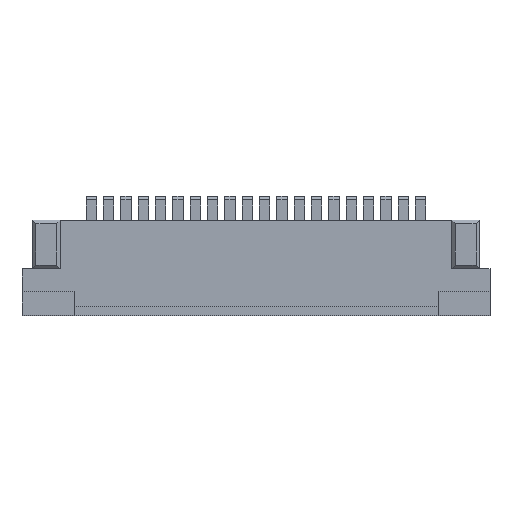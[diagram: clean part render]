
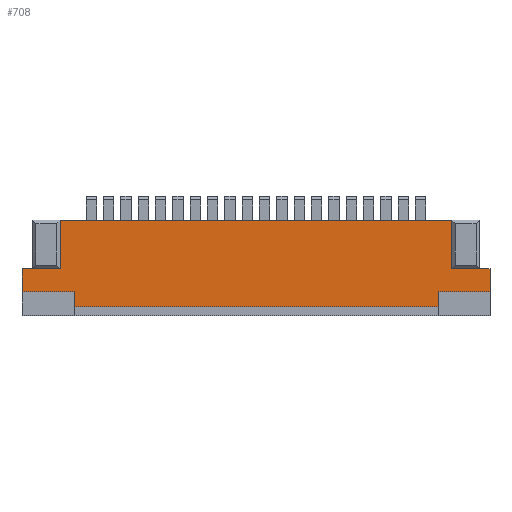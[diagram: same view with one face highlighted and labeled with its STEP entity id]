
A CAD part, top view. The second image highlights one B-rep face of the part: STEP entity #708.
In plain terms, the highlighted planar face has unit normal (0, 0, 1).
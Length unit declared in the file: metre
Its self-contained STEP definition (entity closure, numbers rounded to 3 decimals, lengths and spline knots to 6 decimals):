
#708 = ADVANCED_FACE( '', ( #1403 ), #1404, .T. );
#1403 = FACE_OUTER_BOUND( '', #2130, .T. );
#1404 = PLANE( '', #2131 );
#2130 = EDGE_LOOP( '', ( #3717, #3718, #3719, #3720, #3721, #3722, #3723, #3724, #3725, #3726, #3727, #3728 ) );
#2131 = AXIS2_PLACEMENT_3D( '', #3729, #3730, #3731 );
#3717 = ORIENTED_EDGE( '', *, *, #4241, .T. );
#3718 = ORIENTED_EDGE( '', *, *, #4255, .T. );
#3719 = ORIENTED_EDGE( '', *, *, #4364, .F. );
#3720 = ORIENTED_EDGE( '', *, *, #4281, .T. );
#3721 = ORIENTED_EDGE( '', *, *, #3975, .F. );
#3722 = ORIENTED_EDGE( '', *, *, #3920, .F. );
#3723 = ORIENTED_EDGE( '', *, *, #4464, .F. );
#3724 = ORIENTED_EDGE( '', *, *, #4427, .F. );
#3725 = ORIENTED_EDGE( '', *, *, #4434, .T. );
#3726 = ORIENTED_EDGE( '', *, *, #4492, .T. );
#3727 = ORIENTED_EDGE( '', *, *, #4354, .T. );
#3728 = ORIENTED_EDGE( '', *, *, #4335, .F. );
#3729 = CARTESIAN_POINT( '', ( 0., 0.000685, 0.0026 ) );
#3730 = DIRECTION( '', ( 0., 0., 1. ) );
#3731 = DIRECTION( '', ( 1., 0., 0. ) );
#3920 = EDGE_CURVE( '', #4602, #4604, #4605, .T. );
#3975 = EDGE_CURVE( '', #4604, #4700, #4701, .T. );
#4241 = EDGE_CURVE( '', #5124, #5122, #5125, .T. );
#4255 = EDGE_CURVE( '', #5122, #5140, #5142, .T. );
#4281 = EDGE_CURVE( '', #5175, #4700, #5176, .T. );
#4335 = EDGE_CURVE( '', #5124, #5244, #5245, .T. );
#4354 = EDGE_CURVE( '', #5268, #5244, #5269, .T. );
#4364 = EDGE_CURVE( '', #5175, #5140, #5279, .T. );
#4427 = EDGE_CURVE( '', #5353, #5355, #5356, .T. );
#4434 = EDGE_CURVE( '', #5353, #5363, #5365, .T. );
#4464 = EDGE_CURVE( '', #5355, #4602, #5398, .T. );
#4492 = EDGE_CURVE( '', #5363, #5268, #5426, .T. );
#4602 = VERTEX_POINT( '', #5577 );
#4604 = VERTEX_POINT( '', #5580 );
#4605 = LINE( '', #5581, #5582 );
#4700 = VERTEX_POINT( '', #5720 );
#4701 = LINE( '', #5721, #5722 );
#5122 = VERTEX_POINT( '', #6347 );
#5124 = VERTEX_POINT( '', #6350 );
#5125 = LINE( '', #6351, #6352 );
#5140 = VERTEX_POINT( '', #6375 );
#5142 = LINE( '', #6378, #6379 );
#5175 = VERTEX_POINT( '', #6429 );
#5176 = LINE( '', #6430, #6431 );
#5244 = VERTEX_POINT( '', #6533 );
#5245 = LINE( '', #6534, #6535 );
#5268 = VERTEX_POINT( '', #6570 );
#5269 = LINE( '', #6571, #6572 );
#5279 = LINE( '', #6587, #6588 );
#5353 = VERTEX_POINT( '', #6697 );
#5355 = VERTEX_POINT( '', #6700 );
#5356 = LINE( '', #6701, #6702 );
#5363 = VERTEX_POINT( '', #6712 );
#5365 = LINE( '', #6715, #6716 );
#5398 = LINE( '', #6763, #6764 );
#5426 = LINE( '', #6801, #6802 );
#5577 = CARTESIAN_POINT( '', ( 0.0113, -0.00005, 0.0026 ) );
#5580 = CARTESIAN_POINT( '', ( 0.0135, -0.00005, 0.0026 ) );
#5581 = CARTESIAN_POINT( '', ( 0.0132, -0.00005, 0.0026 ) );
#5582 = VECTOR( '', #6862, 1. );
#5720 = CARTESIAN_POINT( '', ( 0.0135, -0.001375, 0.0026 ) );
#5721 = CARTESIAN_POINT( '', ( 0.0135, 0.001452, 0.0026 ) );
#5722 = VECTOR( '', #6906, 1. );
#6347 = CARTESIAN_POINT( '', ( -0.0105, -0.00225, 0.0026 ) );
#6350 = CARTESIAN_POINT( '', ( -0.0105, -0.001375, 0.0026 ) );
#6351 = CARTESIAN_POINT( '', ( -0.0105, -0.001375, 0.0026 ) );
#6352 = VECTOR( '', #7112, 1. );
#6375 = CARTESIAN_POINT( '', ( 0.0105, -0.00225, 0.0026 ) );
#6378 = CARTESIAN_POINT( '', ( 0., -0.00225, 0.0026 ) );
#6379 = VECTOR( '', #7122, 1. );
#6429 = CARTESIAN_POINT( '', ( 0.0105, -0.001375, 0.0026 ) );
#6430 = CARTESIAN_POINT( '', ( 0.012, -0.001375, 0.0026 ) );
#6431 = VECTOR( '', #7140, 1. );
#6533 = CARTESIAN_POINT( '', ( -0.0135, -0.001375, 0.0026 ) );
#6534 = CARTESIAN_POINT( '', ( -0.012, -0.001375, 0.0026 ) );
#6535 = VECTOR( '', #7175, 1. );
#6570 = CARTESIAN_POINT( '', ( -0.0135, -0.00005, 0.0026 ) );
#6571 = CARTESIAN_POINT( '', ( -0.0135, 0.001452, 0.0026 ) );
#6572 = VECTOR( '', #7188, 1. );
#6587 = CARTESIAN_POINT( '', ( 0.0105, -0.001375, 0.0026 ) );
#6588 = VECTOR( '', #7194, 1. );
#6697 = CARTESIAN_POINT( '', ( -0.0113, 0.00275, 0.0026 ) );
#6700 = CARTESIAN_POINT( '', ( 0.0113, 0.00275, 0.0026 ) );
#6701 = CARTESIAN_POINT( '', ( 0., 0.00275, 0.0026 ) );
#6702 = VECTOR( '', #7231, 1. );
#6712 = CARTESIAN_POINT( '', ( -0.0113, -0.00005, 0.0026 ) );
#6715 = CARTESIAN_POINT( '', ( -0.0113, 0.001757, 0.0026 ) );
#6716 = VECTOR( '', #7236, 1. );
#6763 = CARTESIAN_POINT( '', ( 0.0113, 0.001757, 0.0026 ) );
#6764 = VECTOR( '', #7251, 1. );
#6801 = CARTESIAN_POINT( '', ( -0.0121, -0.00005, 0.0026 ) );
#6802 = VECTOR( '', #7261, 1. );
#6862 = DIRECTION( '', ( 1., 0., 0. ) );
#6906 = DIRECTION( '', ( 0., -1., 0. ) );
#7112 = DIRECTION( '', ( 0., -1., 0. ) );
#7122 = DIRECTION( '', ( 1., 0., 0. ) );
#7140 = DIRECTION( '', ( 1., 0., 0. ) );
#7175 = DIRECTION( '', ( -1., 0., 0. ) );
#7188 = DIRECTION( '', ( 0., -1., 0. ) );
#7194 = DIRECTION( '', ( 0., -1., 0. ) );
#7231 = DIRECTION( '', ( 1., 0., 0. ) );
#7236 = DIRECTION( '', ( 0., -1., 0. ) );
#7251 = DIRECTION( '', ( 0., -1., 0. ) );
#7261 = DIRECTION( '', ( -1., 0., 0. ) );
